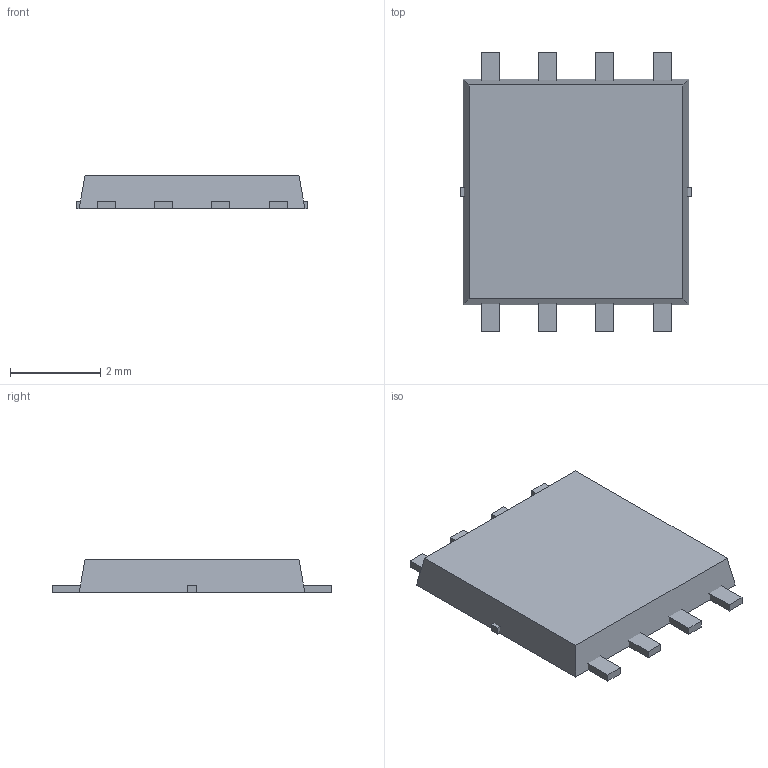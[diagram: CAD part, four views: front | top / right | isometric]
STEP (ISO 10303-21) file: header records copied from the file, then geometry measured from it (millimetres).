
FILE_DESCRIPTION(('FreeCAD Model'),'2;1');
FILE_NAME('pins_sp.step','2018-10-17T18:54:39',('kicad StepUp' ),('ksu MCAD'),'Open CASCADE STEP processor 7.3','FreeCAD','Unknown' );
FILE_SCHEMA(('AUTOMOTIVE_DESIGN { 1 0 10303 214 1 1 1 1 }'));
Length unit declared in the file: millimetre
Products named in the file (1): pins_sp
Bounding box: 5.1 x 6.2 x 0.74 mm (x, y, z)
Volume: 18.2 mm3; surface area: 102.2 mm2
Topology: 6 solids, 6 shells, 76 faces, 168 edges, 104 vertices
Faces by surface type: plane 72, bspline 4
Entity records: 4719 total; most frequent: CARTESIAN_POINT 717, DIRECTION 630, LINE 484, VECTOR 484, ORIENTED_EDGE 336, PCURVE 336, DEFINITIONAL_REPRESENTATION 336, EDGE_CURVE 168
